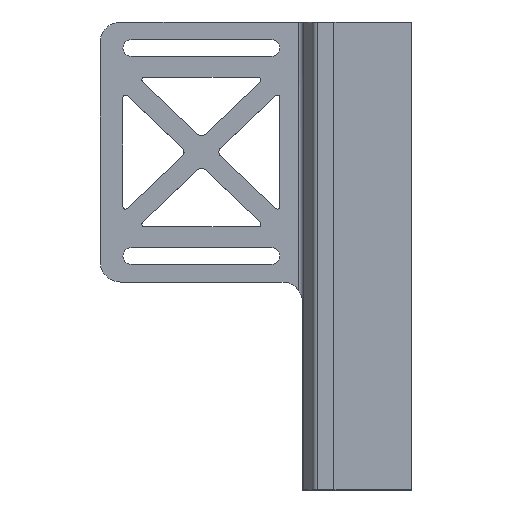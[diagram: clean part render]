
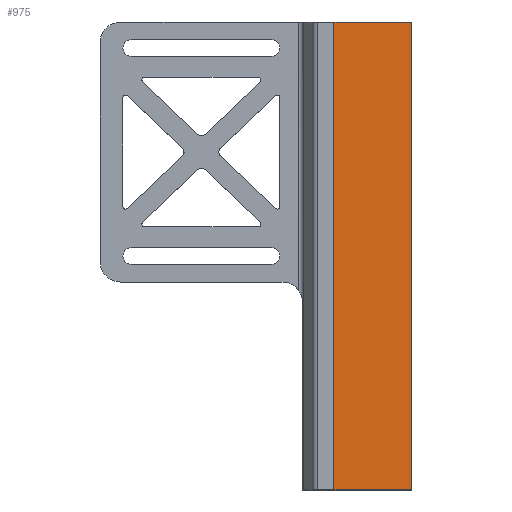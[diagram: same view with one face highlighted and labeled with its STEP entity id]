
A CAD part, top view. The second image highlights one B-rep face of the part: STEP entity #975.
In plain terms, the highlighted planar face has unit normal (0, 0, 1).
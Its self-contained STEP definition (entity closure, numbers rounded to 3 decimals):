
#46=PLANE('',#1068);
#89=FACE_OUTER_BOUND('',#138,.T.);
#138=EDGE_LOOP('',(#779,#780,#781,#782));
#172=LINE('',#1400,#270);
#235=LINE('',#1589,#333);
#237=LINE('',#1593,#335);
#238=LINE('',#1594,#336);
#270=VECTOR('',#1114,10.);
#333=VECTOR('',#1293,10.);
#335=VECTOR('',#1297,10.);
#336=VECTOR('',#1298,10.);
#412=VERTEX_POINT('',#1397);
#413=VERTEX_POINT('',#1399);
#473=VERTEX_POINT('',#1588);
#474=VERTEX_POINT('',#1592);
#507=EDGE_CURVE('',#412,#413,#172,.T.);
#598=EDGE_CURVE('',#473,#413,#235,.T.);
#600=EDGE_CURVE('',#474,#412,#237,.T.);
#601=EDGE_CURVE('',#474,#473,#238,.T.);
#779=ORIENTED_EDGE('',*,*,#598,.T.);
#780=ORIENTED_EDGE('',*,*,#507,.F.);
#781=ORIENTED_EDGE('',*,*,#600,.F.);
#782=ORIENTED_EDGE('',*,*,#601,.T.);
#975=ADVANCED_FACE('',(#89),#46,.T.);
#1068=AXIS2_PLACEMENT_3D('',#1591,#1295,#1296);
#1114=DIRECTION('',(-1.,0.,0.));
#1293=DIRECTION('',(0.,-1.,0.));
#1295=DIRECTION('center_axis',(0.,0.,1.));
#1296=DIRECTION('ref_axis',(1.,0.,0.));
#1297=DIRECTION('',(0.,-1.,0.));
#1298=DIRECTION('',(-1.,0.,0.));
#1397=CARTESIAN_POINT('',(60.,-40.,4.));
#1399=CARTESIAN_POINT('',(45.,-40.,4.));
#1400=CARTESIAN_POINT('',(60.,-40.,4.));
#1588=CARTESIAN_POINT('',(45.,50.,4.));
#1589=CARTESIAN_POINT('',(45.,0.,4.));
#1591=CARTESIAN_POINT('Origin',(30.,25.,4.));
#1592=CARTESIAN_POINT('',(60.,50.,4.));
#1593=CARTESIAN_POINT('',(60.,0.,4.));
#1594=CARTESIAN_POINT('',(60.,50.,4.));
